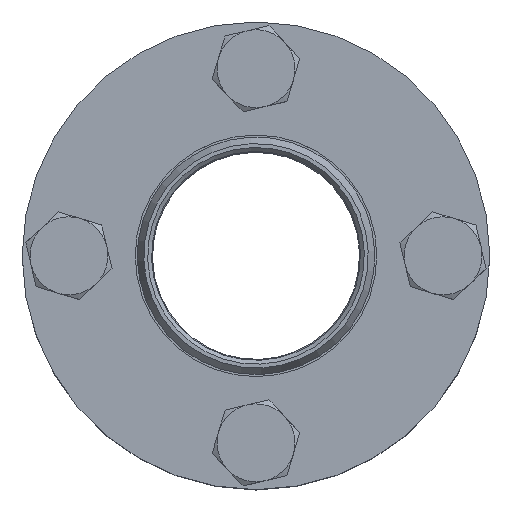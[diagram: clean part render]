
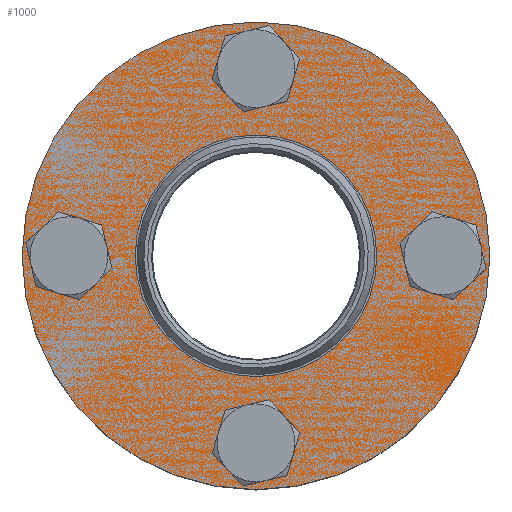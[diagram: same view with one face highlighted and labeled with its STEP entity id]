
A CAD part, top view. The second image highlights one B-rep face of the part: STEP entity #1000.
In plain terms, the highlighted planar face has unit normal (0, 0, 1).
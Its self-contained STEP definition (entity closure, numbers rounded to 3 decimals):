
#1 = CARTESIAN_POINT ( 'NONE',  ( 0., 24., 25. ) ) ;
#34 = EDGE_CURVE ( 'NONE', #104, #104, #192, .T. ) ;
#43 = AXIS2_PLACEMENT_3D ( 'NONE', #1839, #878, #1907 ) ;
#52 = ORIENTED_EDGE ( 'NONE', *, *, #34, .F. ) ;
#53 = EDGE_CURVE ( 'NONE', #2389, #2389, #896, .T. ) ;
#54 = CARTESIAN_POINT ( 'NONE',  ( 0., -24., 25. ) ) ;
#104 = VERTEX_POINT ( 'NONE', #2638 ) ;
#122 = ORIENTED_EDGE ( 'NONE', *, *, #1068, .F. ) ;
#143 = FACE_BOUND ( 'NONE', #1516, .T. ) ;
#168 = EDGE_LOOP ( 'NONE', ( #1610 ) ) ;
#172 = FACE_BOUND ( 'NONE', #1139, .T. ) ;
#190 = DIRECTION ( 'NONE',  ( 1., 0., 0. ) ) ;
#192 = CIRCLE ( 'NONE', #43, 3.15 ) ;
#239 = CIRCLE ( 'NONE', #1250, 3.15 ) ;
#245 = CIRCLE ( 'NONE', #1507, 3.15 ) ;
#294 = DIRECTION ( 'NONE',  ( 1., 0., 0. ) ) ;
#343 = CARTESIAN_POINT ( 'NONE',  ( 30., 0., 25. ) ) ;
#346 = AXIS2_PLACEMENT_3D ( 'NONE', #54, #1073, #2059 ) ;
#360 = FACE_BOUND ( 'NONE', #744, .T. ) ;
#411 = CARTESIAN_POINT ( 'NONE',  ( 0., 0., 25. ) ) ;
#478 = DIRECTION ( 'NONE',  ( 0., 0., 1. ) ) ;
#553 = DIRECTION ( 'NONE',  ( 0., 0., 1. ) ) ;
#575 = DIRECTION ( 'NONE',  ( 0., 0., 1. ) ) ;
#615 = AXIS2_PLACEMENT_3D ( 'NONE', #2371, #553, #294 ) ;
#618 = VERTEX_POINT ( 'NONE', #2330 ) ;
#636 = FACE_BOUND ( 'NONE', #168, .T. ) ;
#744 = EDGE_LOOP ( 'NONE', ( #52 ) ) ;
#878 = DIRECTION ( 'NONE',  ( 0., 0., 1. ) ) ;
#896 = CIRCLE ( 'NONE', #1306, 30. ) ;
#901 = DIRECTION ( 'NONE',  ( 1., 0., 0. ) ) ;
#1000 = ADVANCED_FACE ( 'NONE', ( #143, #172, #2106, #636, #360, #2149 ), #2137, .T. ) ;
#1068 = EDGE_CURVE ( 'NONE', #1448, #1448, #245, .T. ) ;
#1073 = DIRECTION ( 'NONE',  ( 0., 0., 1. ) ) ;
#1139 = EDGE_LOOP ( 'NONE', ( #122 ) ) ;
#1250 = AXIS2_PLACEMENT_3D ( 'NONE', #3039, #575, #2319 ) ;
#1306 = AXIS2_PLACEMENT_3D ( 'NONE', #411, #2102, #1633 ) ;
#1320 = EDGE_LOOP ( 'NONE', ( #1505 ) ) ;
#1448 = VERTEX_POINT ( 'NONE', #1478 ) ;
#1455 = ORIENTED_EDGE ( 'NONE', *, *, #2600, .F. ) ;
#1478 = CARTESIAN_POINT ( 'NONE',  ( 3.15, 24., 25. ) ) ;
#1505 = ORIENTED_EDGE ( 'NONE', *, *, #3167, .F. ) ;
#1507 = AXIS2_PLACEMENT_3D ( 'NONE', #1, #478, #190 ) ;
#1516 = EDGE_LOOP ( 'NONE', ( #1455 ) ) ;
#1517 = CARTESIAN_POINT ( 'NONE',  ( 27.15, 0., 25. ) ) ;
#1610 = ORIENTED_EDGE ( 'NONE', *, *, #3146, .F. ) ;
#1619 = CARTESIAN_POINT ( 'NONE',  ( 0., 0., 25. ) ) ;
#1633 = DIRECTION ( 'NONE',  ( 1., 0., 0. ) ) ;
#1719 = AXIS2_PLACEMENT_3D ( 'NONE', #1619, #3143, #901 ) ;
#1839 = CARTESIAN_POINT ( 'NONE',  ( -24., 0., 25. ) ) ;
#1892 = VERTEX_POINT ( 'NONE', #1517 ) ;
#1907 = DIRECTION ( 'NONE',  ( 1., 0., 0. ) ) ;
#1959 = VERTEX_POINT ( 'NONE', #2265 ) ;
#1974 = CIRCLE ( 'NONE', #615, 15.5 ) ;
#2059 = DIRECTION ( 'NONE',  ( 1., 0., 0. ) ) ;
#2081 = CIRCLE ( 'NONE', #346, 3.15 ) ;
#2102 = DIRECTION ( 'NONE',  ( 0., 0., 1. ) ) ;
#2106 = FACE_BOUND ( 'NONE', #1320, .T. ) ;
#2137 = PLANE ( 'NONE',  #1719 ) ;
#2149 = FACE_OUTER_BOUND ( 'NONE', #2681, .T. ) ;
#2265 = CARTESIAN_POINT ( 'NONE',  ( 3.15, -24., 25. ) ) ;
#2319 = DIRECTION ( 'NONE',  ( 1., 0., 0. ) ) ;
#2330 = CARTESIAN_POINT ( 'NONE',  ( 15.5, 0., 25. ) ) ;
#2371 = CARTESIAN_POINT ( 'NONE',  ( 0., 0., 25. ) ) ;
#2389 = VERTEX_POINT ( 'NONE', #343 ) ;
#2600 = EDGE_CURVE ( 'NONE', #618, #618, #1974, .T. ) ;
#2638 = CARTESIAN_POINT ( 'NONE',  ( -20.85, 0., 25. ) ) ;
#2681 = EDGE_LOOP ( 'NONE', ( #3208 ) ) ;
#3039 = CARTESIAN_POINT ( 'NONE',  ( 24., 0., 25. ) ) ;
#3143 = DIRECTION ( 'NONE',  ( 0., 0., 1. ) ) ;
#3146 = EDGE_CURVE ( 'NONE', #1892, #1892, #239, .T. ) ;
#3167 = EDGE_CURVE ( 'NONE', #1959, #1959, #2081, .T. ) ;
#3208 = ORIENTED_EDGE ( 'NONE', *, *, #53, .T. ) ;
